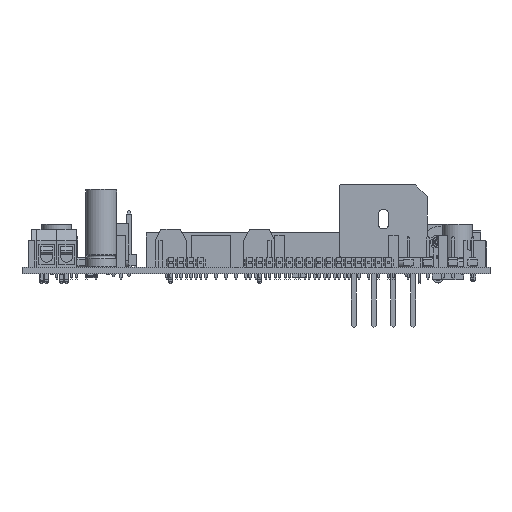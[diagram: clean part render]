
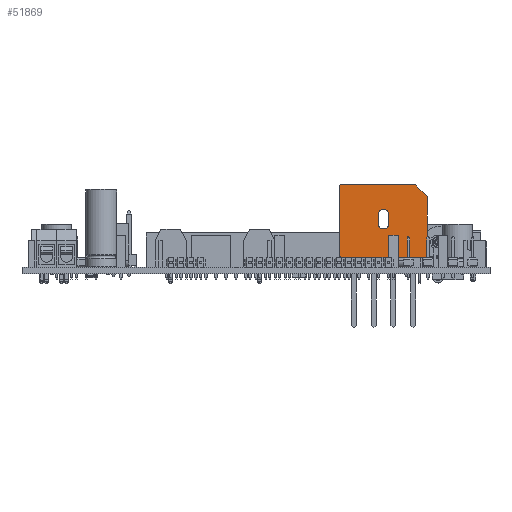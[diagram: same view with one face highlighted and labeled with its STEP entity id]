
A CAD part, front view. The second image highlights one B-rep face of the part: STEP entity #51869.
In plain terms, the highlighted planar face has unit normal (0, -1, 0).
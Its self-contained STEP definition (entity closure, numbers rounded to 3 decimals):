
#1691=FACE_BOUND('',#9130,.T.);
#2527=PLANE('',#56153);
#5465=FACE_OUTER_BOUND('',#9129,.T.);
#9129=EDGE_LOOP('',(#41438,#41439,#41440,#41441,#41442,#41443,#41444,#41445));
#9130=EDGE_LOOP('',(#41446,#41447,#41448,#41449));
#13020=LINE('',#78665,#19023);
#13024=LINE('',#78675,#19027);
#13134=LINE('',#79351,#19137);
#13141=LINE('',#79375,#19144);
#13143=LINE('',#79379,#19146);
#13144=LINE('',#79380,#19147);
#13145=LINE('',#79381,#19148);
#19023=VECTOR('',#64146,10.);
#19027=VECTOR('',#64158,10.);
#19137=VECTOR('',#64366,10.);
#19144=VECTOR('',#64391,10.);
#19146=VECTOR('',#64395,10.);
#19147=VECTOR('',#64396,10.);
#19148=VECTOR('',#64397,10.);
#24059=CIRCLE('',#56089,1.4);
#24061=CIRCLE('',#56093,1.4);
#24063=CIRCLE('',#56138,0.508);
#24066=CIRCLE('',#56146,0.508);
#24067=CIRCLE('',#56150,0.508);
#26012=VERTEX_POINT('',#78656);
#26013=VERTEX_POINT('',#78658);
#26015=VERTEX_POINT('',#78664);
#26017=VERTEX_POINT('',#78670);
#26111=VERTEX_POINT('',#79332);
#26112=VERTEX_POINT('',#79334);
#26118=VERTEX_POINT('',#79350);
#26119=VERTEX_POINT('',#79354);
#26120=VERTEX_POINT('',#79358);
#26123=VERTEX_POINT('',#79364);
#26126=VERTEX_POINT('',#79374);
#26127=VERTEX_POINT('',#79378);
#31348=EDGE_CURVE('',#26013,#26012,#24059,.T.);
#31351=EDGE_CURVE('',#26015,#26013,#13020,.T.);
#31354=EDGE_CURVE('',#26017,#26015,#24061,.T.);
#31357=EDGE_CURVE('',#26012,#26017,#13024,.T.);
#31496=EDGE_CURVE('',#26111,#26112,#24063,.T.);
#31504=EDGE_CURVE('',#26112,#26118,#13134,.T.);
#31506=EDGE_CURVE('',#26118,#26119,#24066,.T.);
#31512=EDGE_CURVE('',#26123,#26120,#24067,.T.);
#31516=EDGE_CURVE('',#26120,#26126,#13141,.T.);
#31518=EDGE_CURVE('',#26111,#26127,#13143,.T.);
#31519=EDGE_CURVE('',#26126,#26127,#13144,.T.);
#31520=EDGE_CURVE('',#26119,#26123,#13145,.T.);
#41438=ORIENTED_EDGE('',*,*,#31496,.F.);
#41439=ORIENTED_EDGE('',*,*,#31518,.T.);
#41440=ORIENTED_EDGE('',*,*,#31519,.F.);
#41441=ORIENTED_EDGE('',*,*,#31516,.F.);
#41442=ORIENTED_EDGE('',*,*,#31512,.F.);
#41443=ORIENTED_EDGE('',*,*,#31520,.F.);
#41444=ORIENTED_EDGE('',*,*,#31506,.F.);
#41445=ORIENTED_EDGE('',*,*,#31504,.F.);
#41446=ORIENTED_EDGE('',*,*,#31348,.T.);
#41447=ORIENTED_EDGE('',*,*,#31357,.T.);
#41448=ORIENTED_EDGE('',*,*,#31354,.T.);
#41449=ORIENTED_EDGE('',*,*,#31351,.T.);
#51869=ADVANCED_FACE('',(#5465,#1691),#2527,.T.);
#56089=AXIS2_PLACEMENT_3D('',#78659,#64140,#64141);
#56093=AXIS2_PLACEMENT_3D('',#78671,#64152,#64153);
#56138=AXIS2_PLACEMENT_3D('',#79335,#64350,#64351);
#56146=AXIS2_PLACEMENT_3D('',#79355,#64371,#64372);
#56150=AXIS2_PLACEMENT_3D('',#79366,#64382,#64383);
#56153=AXIS2_PLACEMENT_3D('',#79377,#64393,#64394);
#64140=DIRECTION('center_axis',(0.,1.,0.));
#64141=DIRECTION('ref_axis',(1.,0.,0.));
#64146=DIRECTION('',(0.,0.,1.));
#64152=DIRECTION('center_axis',(0.,1.,0.));
#64153=DIRECTION('ref_axis',(1.,0.,0.));
#64158=DIRECTION('',(0.,0.,-1.));
#64350=DIRECTION('center_axis',(0.,1.,0.));
#64351=DIRECTION('ref_axis',(0.707,0.,-0.707));
#64366=DIRECTION('',(-1.,0.,0.));
#64371=DIRECTION('center_axis',(0.,1.,0.));
#64372=DIRECTION('ref_axis',(-0.707,0.,-0.707));
#64382=DIRECTION('center_axis',(0.,1.,0.));
#64383=DIRECTION('ref_axis',(-0.707,0.,0.707));
#64391=DIRECTION('',(1.,0.,0.));
#64393=DIRECTION('center_axis',(0.,-1.,0.));
#64394=DIRECTION('ref_axis',(1.,0.,0.));
#64395=DIRECTION('',(0.,0.,1.));
#64396=DIRECTION('',(0.707,0.,-0.707));
#64397=DIRECTION('',(0.,0.,1.));
#78656=CARTESIAN_POINT('',(1.384,-1.27,13.44));
#78658=CARTESIAN_POINT('',(-1.416,-1.27,13.44));
#78659=CARTESIAN_POINT('Origin',(-0.016,-1.27,13.44));
#78664=CARTESIAN_POINT('',(-1.416,-1.27,11.28));
#78665=CARTESIAN_POINT('',(-1.416,-1.27,6.91));
#78670=CARTESIAN_POINT('',(1.384,-1.27,11.28));
#78671=CARTESIAN_POINT('Origin',(-0.016,-1.27,11.28));
#78675=CARTESIAN_POINT('',(1.384,-1.27,7.99));
#79332=CARTESIAN_POINT('',(11.239,-1.27,3.048));
#79334=CARTESIAN_POINT('',(11.003,-1.27,2.619));
#79335=CARTESIAN_POINT('Origin',(10.731,-1.27,3.048));
#79350=CARTESIAN_POINT('',(-11.036,-1.27,2.619));
#79351=CARTESIAN_POINT('',(-5.644,-1.27,2.619));
#79354=CARTESIAN_POINT('',(-11.271,-1.27,3.048));
#79355=CARTESIAN_POINT('Origin',(-10.763,-1.27,3.048));
#79358=CARTESIAN_POINT('',(-11.132,-1.27,21.182));
#79364=CARTESIAN_POINT('',(-11.271,-1.27,20.832));
#79366=CARTESIAN_POINT('Origin',(-10.763,-1.27,20.832));
#79374=CARTESIAN_POINT('',(8.197,-1.27,21.182));
#79375=CARTESIAN_POINT('',(-5.644,-1.27,21.182));
#79377=CARTESIAN_POINT('Origin',(-11.271,-1.27,2.54));
#79378=CARTESIAN_POINT('',(11.239,-1.27,18.14));
#79379=CARTESIAN_POINT('',(11.239,-1.27,2.54));
#79380=CARTESIAN_POINT('',(8.711,-1.27,20.668));
#79381=CARTESIAN_POINT('',(-11.271,-1.27,2.54));
